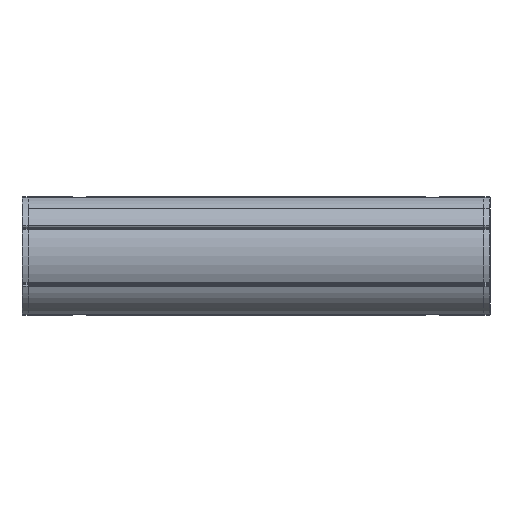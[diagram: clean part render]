
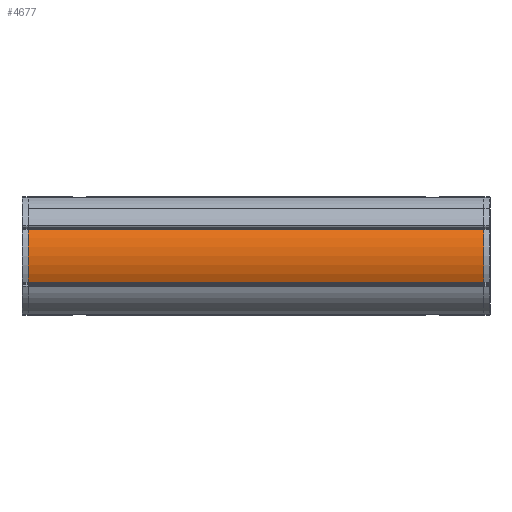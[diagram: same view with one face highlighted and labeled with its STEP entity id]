
A CAD part, left-side view. The second image highlights one B-rep face of the part: STEP entity #4677.
In plain terms, the highlighted cylindrical face has radius 19 mm (diameter 38 mm), a partial arc.
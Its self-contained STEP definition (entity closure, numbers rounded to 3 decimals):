
#112 = VERTEX_POINT ( 'NONE', #6819 ) ;
#218 = AXIS2_PLACEMENT_3D ( 'NONE', #3054, #2475, #3186 ) ;
#358 = CIRCLE ( 'NONE', #218, 19. ) ;
#587 = FACE_OUTER_BOUND ( 'NONE', #866, .T. ) ;
#830 = LINE ( 'NONE', #5756, #4250 ) ;
#866 = EDGE_LOOP ( 'NONE', ( #6426, #3624, #2044, #8078 ) ) ;
#1232 = VERTEX_POINT ( 'NONE', #2901 ) ;
#1249 = CIRCLE ( 'NONE', #1414, 19. ) ;
#1251 = EDGE_CURVE ( 'NONE', #112, #4484, #8271, .T. ) ;
#1414 = AXIS2_PLACEMENT_3D ( 'NONE', #3405, #4170, #8193 ) ;
#1555 = DIRECTION ( 'NONE',  ( 0., 0., 1. ) ) ;
#1774 = CARTESIAN_POINT ( 'NONE',  ( -17.984, -6.131, -25.5 ) ) ;
#2044 = ORIENTED_EDGE ( 'NONE', *, *, #7749, .F. ) ;
#2475 = DIRECTION ( 'NONE',  ( 0., 0., -1. ) ) ;
#2792 = VECTOR ( 'NONE', #8363, 1000. ) ;
#2901 = CARTESIAN_POINT ( 'NONE',  ( -6.131, -17.984, -25.5 ) ) ;
#3054 = CARTESIAN_POINT ( 'NONE',  ( 0., 0., -25.5 ) ) ;
#3186 = DIRECTION ( 'NONE',  ( -1., 0., 0. ) ) ;
#3405 = CARTESIAN_POINT ( 'NONE',  ( 0., 0., 120.5 ) ) ;
#3624 = ORIENTED_EDGE ( 'NONE', *, *, #1251, .T. ) ;
#4058 = DIRECTION ( 'NONE',  ( -1., 0., 0. ) ) ;
#4170 = DIRECTION ( 'NONE',  ( 0., 0., -1. ) ) ;
#4250 = VECTOR ( 'NONE', #1555, 1000. ) ;
#4256 = CARTESIAN_POINT ( 'NONE',  ( -17.984, -6.131, 120.5 ) ) ;
#4276 = CARTESIAN_POINT ( 'NONE',  ( -6.131, -17.984, 120.5 ) ) ;
#4484 = VERTEX_POINT ( 'NONE', #1774 ) ;
#4677 = ADVANCED_FACE ( 'NONE', ( #587 ), #8836, .T. ) ;
#4784 = DIRECTION ( 'NONE',  ( 0., 0., -1. ) ) ;
#5488 = EDGE_CURVE ( 'NONE', #7101, #112, #1249, .T. ) ;
#5538 = AXIS2_PLACEMENT_3D ( 'NONE', #8127, #4784, #4058 ) ;
#5756 = CARTESIAN_POINT ( 'NONE',  ( -6.131, -17.984, 120.5 ) ) ;
#6426 = ORIENTED_EDGE ( 'NONE', *, *, #5488, .T. ) ;
#6819 = CARTESIAN_POINT ( 'NONE',  ( -17.984, -6.131, 120.5 ) ) ;
#7101 = VERTEX_POINT ( 'NONE', #4276 ) ;
#7749 = EDGE_CURVE ( 'NONE', #1232, #4484, #358, .T. ) ;
#7981 = EDGE_CURVE ( 'NONE', #1232, #7101, #830, .T. ) ;
#8078 = ORIENTED_EDGE ( 'NONE', *, *, #7981, .T. ) ;
#8127 = CARTESIAN_POINT ( 'NONE',  ( 0., 0., 120.5 ) ) ;
#8193 = DIRECTION ( 'NONE',  ( -1., 0., 0. ) ) ;
#8271 = LINE ( 'NONE', #4256, #2792 ) ;
#8363 = DIRECTION ( 'NONE',  ( 0., 0., -1. ) ) ;
#8836 = CYLINDRICAL_SURFACE ( 'NONE', #5538, 19. ) ;
